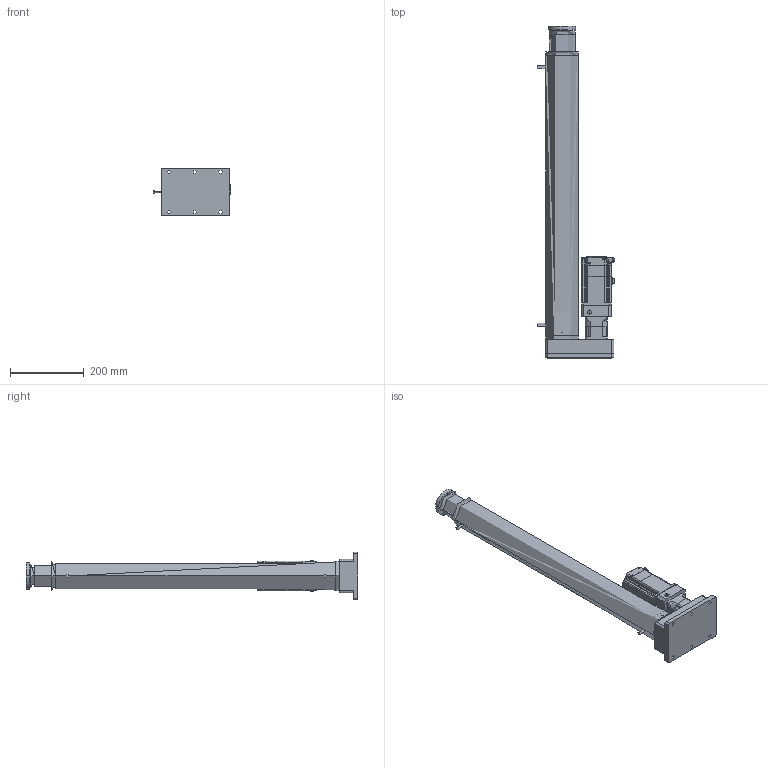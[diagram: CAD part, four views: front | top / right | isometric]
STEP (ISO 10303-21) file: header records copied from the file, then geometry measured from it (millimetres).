
FILE_DESCRIPTION (( 'STEP AP203' ), '1' );
FILE_NAME ('240527-RQGD-88缸多节缸折叠1300行程装配体.STEP', '2024-05-27T06:12:14', ( '微软用户' ), ( '微软中国' ), 'SwSTEP 2.0', 'SolidWorks 2022', '' );
FILE_SCHEMA (( 'CONFIG_CONTROL_DESIGN' ));
Length unit declared in the file: millimetre
Products named in the file (8): 复件 240111-TB-88多节缸第三节缸筒^240527-RQGD-88缸多节缸折叠1300行程装配体; 复件 240111-TB-88多节缸箱体盖板^240527-RQGD-88缸多节缸折叠1300行程装配体; 复件 240111-TB-88多节缸第二节缸筒^240527-RQGD-88缸多节缸折叠1300行程装配体; 240527-RQGD-88缸多节缸折叠1300行程装配体; 复件 240111-TB-88多节缸第一节缸筒^240527-RQGD-88缸多节缸折叠1300行程装配体; 060-L1-19-70-90-M6(分体式); 复件 240111-TB-88多节缸轴承座^240527-RQGD-88缸多节缸折叠1300行程装配体; MS6H(S)-80CS(M)30BZ3-20P7
Assembly tree (7 placements, depth 2):
  240527-RQGD-88缸多节缸折叠1300行程装配体
    复件 240111-TB-88多节缸箱体盖板^240527-RQGD-88缸多节缸折叠1300行程装配体
    复件 240111-TB-88多节缸轴承座^240527-RQGD-88缸多节缸折叠1300行程装配体
    复件 240111-TB-88多节缸第二节缸筒^240527-RQGD-88缸多节缸折叠1300行程装配体
    复件 240111-TB-88多节缸第三节缸筒^240527-RQGD-88缸多节缸折叠1300行程装配体
    复件 240111-TB-88多节缸第一节缸筒^240527-RQGD-88缸多节缸折叠1300行程装配体
    MS6H(S)-80CS(M)30BZ3-20P7
    060-L1-19-70-90-M6(分体式)
Bounding box: 208.8 x 900 x 130 mm (x, y, z)
Volume: 3244552.9 mm3
Topology: 22 solids, 71 shells, 1442 faces, 3877 edges, 2509 vertices
Faces by surface type: plane 576, cylinder 546, bspline 174, cone 89, torus 57
Entity records: 53700 total; most frequent: CARTESIAN_POINT 17955, DIRECTION 7207, ORIENTED_EDGE 6978, EDGE_CURVE 3826, AXIS2_PLACEMENT_3D 2649, VERTEX_POINT 2506, VECTOR 1909, LINE 1909
